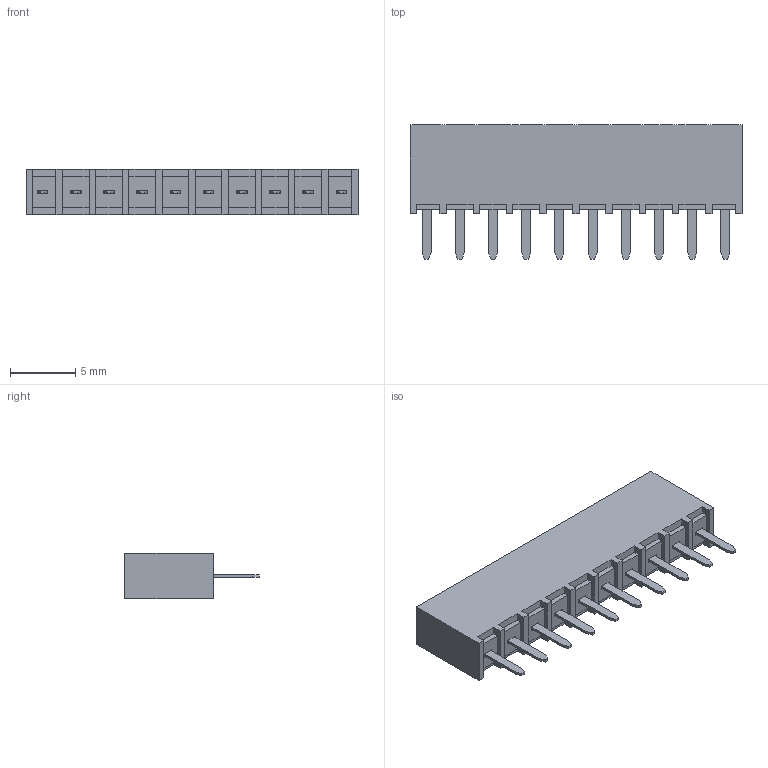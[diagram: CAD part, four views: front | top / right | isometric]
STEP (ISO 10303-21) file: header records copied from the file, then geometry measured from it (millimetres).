
FILE_DESCRIPTION( ('This file contains a STEP AP42 implementation' ,'as created by ZW3D STEP Interface translator.') ,'2;1' );
FILE_NAME( '2168T-1XXSXXCUNX1.stp' ,'23 419.141722', (''), ('ZWCAD Software Co.'), 'Version 1.0', 'ZW3D to STEP translator', '' );
FILE_SCHEMA(('AUTOMOTIVE_DESIGN { 1 0 10303 214 1 1 1 1 }'));
Length unit declared in the file: millimetre
Products named in the file (2): 0; 2168T-120SXXCUNX1
Bounding box: 25.4 x 10.3 x 3.5 mm (x, y, z)
Volume: 469.8 mm3; surface area: 1406.7 mm2
Topology: 1 solids, 1 shells, 1106 faces, 3162 edges, 2028 vertices
Faces by surface type: plane 726, cylinder 240, bspline 140
Entity records: 53059 total; most frequent: CARTESIAN_POINT 29723, ORIENTED_EDGE 6324, EDGE_CURVE 3162, B_SPLINE_CURVE_WITH_KNOTS 3070, VERTEX_POINT 2028, DIRECTION 2014, EDGE_LOOP 1196, FACE_OUTER_BOUND 1106
